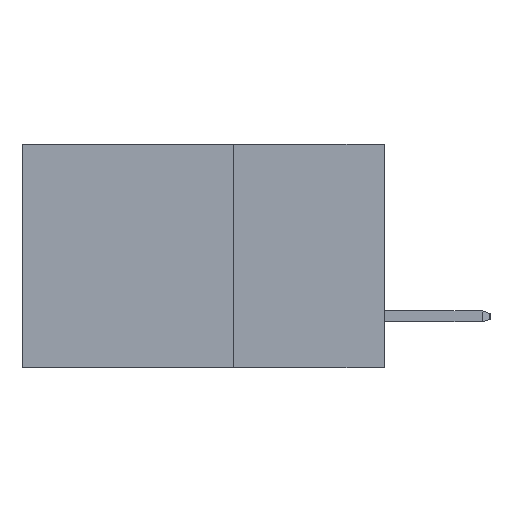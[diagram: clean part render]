
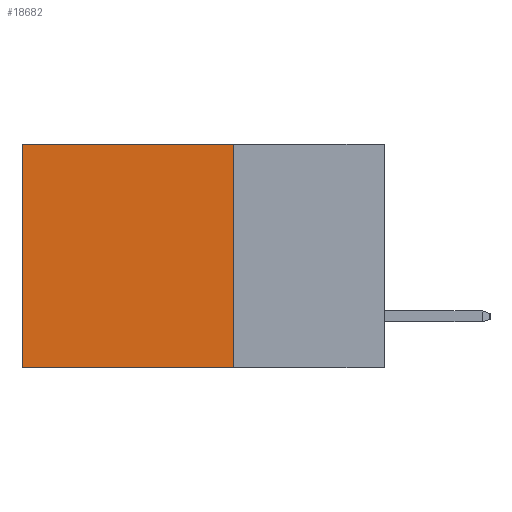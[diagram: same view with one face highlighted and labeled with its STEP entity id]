
A CAD part, left-side view. The second image highlights one B-rep face of the part: STEP entity #18682.
In plain terms, the highlighted planar face has unit normal (-1, 0, 0).
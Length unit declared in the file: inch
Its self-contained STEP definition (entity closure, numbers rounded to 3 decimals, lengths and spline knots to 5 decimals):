
#403 = AXIS2_PLACEMENT_3D ( 'NONE', #13271, #5792, #16183 ) ;
#410 = VECTOR ( 'NONE', #8148, 39.37008 ) ;
#502 = CARTESIAN_POINT ( 'NONE',  ( 0.2615, 0.25, 0. ) ) ;
#911 = LINE ( 'NONE', #6628, #410 ) ;
#1701 = DIRECTION ( 'NONE',  ( 0., 0., -1. ) ) ;
#2019 = LINE ( 'NONE', #17249, #16788 ) ;
#2830 = LINE ( 'NONE', #15301, #10771 ) ;
#2834 = PLANE ( 'NONE',  #403 ) ;
#2880 = ORIENTED_EDGE ( 'NONE', *, *, #17769, .T. ) ;
#3254 = VERTEX_POINT ( 'NONE', #5044 ) ;
#4629 = EDGE_LOOP ( 'NONE', ( #2880, #18827, #16365, #15964 ) ) ;
#5044 = CARTESIAN_POINT ( 'NONE',  ( 0.2615, 0.6, 0. ) ) ;
#5792 = DIRECTION ( 'NONE',  ( 1., 0., 0. ) ) ;
#6352 = LINE ( 'NONE', #7564, #9874 ) ;
#6384 = DIRECTION ( 'NONE',  ( 0., 1., 0. ) ) ;
#6628 = CARTESIAN_POINT ( 'NONE',  ( 0.2615, 0.25, -0.37 ) ) ;
#7564 = CARTESIAN_POINT ( 'NONE',  ( 0.2615, 0.6, -0.37 ) ) ;
#8148 = DIRECTION ( 'NONE',  ( 0., 0., -1. ) ) ;
#8241 = CARTESIAN_POINT ( 'NONE',  ( 0.2615, 0.25, -0.37 ) ) ;
#8478 = DIRECTION ( 'NONE',  ( 0., 1., 0. ) ) ;
#9874 = VECTOR ( 'NONE', #1701, 39.37008 ) ;
#10771 = VECTOR ( 'NONE', #6384, 39.37008 ) ;
#11471 = FACE_OUTER_BOUND ( 'NONE', #4629, .T. ) ;
#13271 = CARTESIAN_POINT ( 'NONE',  ( 0.2615, 0.25, -0.37 ) ) ;
#14150 = EDGE_CURVE ( 'NONE', #17931, #3254, #2019, .T. ) ;
#15301 = CARTESIAN_POINT ( 'NONE',  ( 0.2615, 0.25, -0.37 ) ) ;
#15964 = ORIENTED_EDGE ( 'NONE', *, *, #14150, .T. ) ;
#16183 = DIRECTION ( 'NONE',  ( 0., 0., -1. ) ) ;
#16365 = ORIENTED_EDGE ( 'NONE', *, *, #18981, .F. ) ;
#16443 = CARTESIAN_POINT ( 'NONE',  ( 0.2615, 0.6, -0.37 ) ) ;
#16692 = VERTEX_POINT ( 'NONE', #16443 ) ;
#16788 = VECTOR ( 'NONE', #8478, 39.37008 ) ;
#16880 = VERTEX_POINT ( 'NONE', #8241 ) ;
#17249 = CARTESIAN_POINT ( 'NONE',  ( 0.2615, 0.25, 0. ) ) ;
#17769 = EDGE_CURVE ( 'NONE', #3254, #16692, #6352, .T. ) ;
#17931 = VERTEX_POINT ( 'NONE', #502 ) ;
#18682 = ADVANCED_FACE ( 'NONE', ( #11471 ), #2834, .F. ) ;
#18827 = ORIENTED_EDGE ( 'NONE', *, *, #18872, .F. ) ;
#18872 = EDGE_CURVE ( 'NONE', #16880, #16692, #2830, .T. ) ;
#18981 = EDGE_CURVE ( 'NONE', #17931, #16880, #911, .T. ) ;
